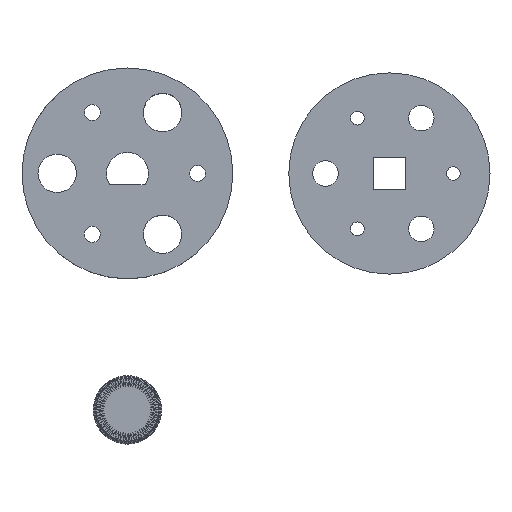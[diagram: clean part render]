
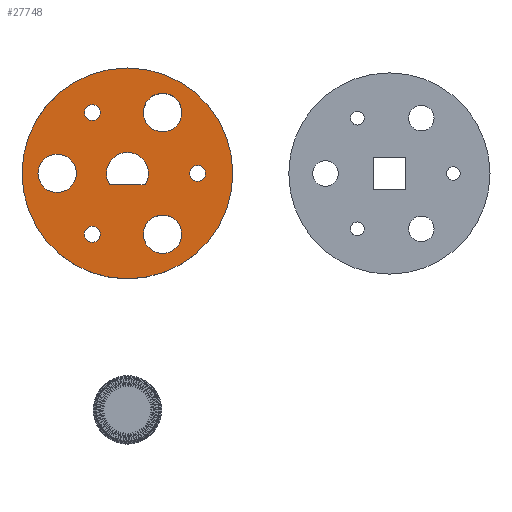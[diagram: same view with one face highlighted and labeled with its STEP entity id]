
A CAD part, top view. The second image highlights one B-rep face of the part: STEP entity #27748.
In plain terms, the highlighted planar face has unit normal (0, 0, 1).
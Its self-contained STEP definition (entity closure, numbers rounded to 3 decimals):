
#33=CIRCLE('',#29977,3.291);
#34=CIRCLE('',#29979,1.25);
#36=CIRCLE('',#29982,3.);
#38=CIRCLE('',#29985,3.);
#40=CIRCLE('',#29988,1.25);
#42=CIRCLE('',#29991,3.);
#44=CIRCLE('',#29994,1.25);
#46=CIRCLE('',#29997,16.5);
#74=FACE_BOUND('',#4522,.T.);
#75=FACE_BOUND('',#4523,.T.);
#76=FACE_BOUND('',#4524,.T.);
#77=FACE_BOUND('',#4525,.T.);
#78=FACE_BOUND('',#4526,.T.);
#79=FACE_BOUND('',#4527,.T.);
#80=FACE_BOUND('',#4528,.T.);
#2303=FACE_OUTER_BOUND('',#4521,.T.);
#4521=EDGE_LOOP('',(#23262));
#4522=EDGE_LOOP('',(#23263,#23264));
#4523=EDGE_LOOP('',(#23265));
#4524=EDGE_LOOP('',(#23266));
#4525=EDGE_LOOP('',(#23267));
#4526=EDGE_LOOP('',(#23268));
#4527=EDGE_LOOP('',(#23269));
#4528=EDGE_LOOP('',(#23270));
#8013=LINE('',#44919,#11490);
#11490=VECTOR('',#37872,10.);
#12781=VERTEX_POINT('',#44916);
#12782=VERTEX_POINT('',#44918);
#12783=VERTEX_POINT('',#44925);
#12785=VERTEX_POINT('',#44931);
#12787=VERTEX_POINT('',#44937);
#12789=VERTEX_POINT('',#44943);
#12791=VERTEX_POINT('',#44949);
#12793=VERTEX_POINT('',#44955);
#12795=VERTEX_POINT('',#44961);
#16270=EDGE_CURVE('',#12782,#12781,#8013,.T.);
#16273=EDGE_CURVE('',#12781,#12782,#33,.T.);
#16274=EDGE_CURVE('',#12783,#12783,#34,.T.);
#16277=EDGE_CURVE('',#12785,#12785,#36,.T.);
#16280=EDGE_CURVE('',#12787,#12787,#38,.T.);
#16283=EDGE_CURVE('',#12789,#12789,#40,.T.);
#16286=EDGE_CURVE('',#12791,#12791,#42,.T.);
#16289=EDGE_CURVE('',#12793,#12793,#44,.T.);
#16292=EDGE_CURVE('',#12795,#12795,#46,.T.);
#23262=ORIENTED_EDGE('',*,*,#16292,.T.);
#23263=ORIENTED_EDGE('',*,*,#16270,.T.);
#23264=ORIENTED_EDGE('',*,*,#16273,.T.);
#23265=ORIENTED_EDGE('',*,*,#16289,.T.);
#23266=ORIENTED_EDGE('',*,*,#16286,.T.);
#23267=ORIENTED_EDGE('',*,*,#16283,.T.);
#23268=ORIENTED_EDGE('',*,*,#16280,.T.);
#23269=ORIENTED_EDGE('',*,*,#16277,.T.);
#23270=ORIENTED_EDGE('',*,*,#16274,.T.);
#25539=PLANE('',#29999);
#27748=ADVANCED_FACE('',(#2303,#74,#75,#76,#77,#78,#79,#80),#25539,.T.);
#29977=AXIS2_PLACEMENT_3D('',#44923,#37878,#37879);
#29979=AXIS2_PLACEMENT_3D('',#44926,#37882,#37883);
#29982=AXIS2_PLACEMENT_3D('',#44932,#37889,#37890);
#29985=AXIS2_PLACEMENT_3D('',#44938,#37896,#37897);
#29988=AXIS2_PLACEMENT_3D('',#44944,#37903,#37904);
#29991=AXIS2_PLACEMENT_3D('',#44950,#37910,#37911);
#29994=AXIS2_PLACEMENT_3D('',#44956,#37917,#37918);
#29997=AXIS2_PLACEMENT_3D('',#44962,#37924,#37925);
#29999=AXIS2_PLACEMENT_3D('',#44966,#37929,#37930);
#37872=DIRECTION('',(-1.,0.,0.));
#37878=DIRECTION('center_axis',(0.,0.,-1.));
#37879=DIRECTION('ref_axis',(1.,0.,0.));
#37882=DIRECTION('center_axis',(0.,0.,-1.));
#37883=DIRECTION('ref_axis',(1.,0.,0.));
#37889=DIRECTION('center_axis',(0.,0.,-1.));
#37890=DIRECTION('ref_axis',(1.,0.,0.));
#37896=DIRECTION('center_axis',(0.,0.,-1.));
#37897=DIRECTION('ref_axis',(1.,0.,0.));
#37903=DIRECTION('center_axis',(0.,0.,-1.));
#37904=DIRECTION('ref_axis',(1.,0.,0.));
#37910=DIRECTION('center_axis',(0.,0.,-1.));
#37911=DIRECTION('ref_axis',(1.,0.,0.));
#37917=DIRECTION('center_axis',(0.,0.,-1.));
#37918=DIRECTION('ref_axis',(1.,0.,0.));
#37924=DIRECTION('center_axis',(0.,0.,1.));
#37925=DIRECTION('ref_axis',(1.,0.,0.));
#37929=DIRECTION('center_axis',(0.,0.,1.));
#37930=DIRECTION('ref_axis',(1.,0.,0.));
#44916=CARTESIAN_POINT('',(-2.755,-1.8,7.));
#44918=CARTESIAN_POINT('',(2.755,-1.8,7.));
#44919=CARTESIAN_POINT('',(-1.377,-1.8,7.));
#44923=CARTESIAN_POINT('Origin',(0.,0.,7.));
#44925=CARTESIAN_POINT('',(-6.756,9.523,7.));
#44926=CARTESIAN_POINT('Origin',(-5.506,9.523,7.));
#44931=CARTESIAN_POINT('',(2.5,-9.526,7.));
#44932=CARTESIAN_POINT('Origin',(5.5,-9.526,7.));
#44937=CARTESIAN_POINT('',(2.5,9.526,7.));
#44938=CARTESIAN_POINT('Origin',(5.5,9.526,7.));
#44943=CARTESIAN_POINT('',(-6.756,-9.523,7.));
#44944=CARTESIAN_POINT('Origin',(-5.506,-9.523,7.));
#44949=CARTESIAN_POINT('',(-14.,0.,7.));
#44950=CARTESIAN_POINT('Origin',(-11.,0.,7.));
#44955=CARTESIAN_POINT('',(9.75,0.,7.));
#44956=CARTESIAN_POINT('Origin',(11.,0.,7.));
#44961=CARTESIAN_POINT('',(-16.5,0.,7.));
#44962=CARTESIAN_POINT('Origin',(0.,0.,7.));
#44966=CARTESIAN_POINT('Origin',(0.,0.,7.));
